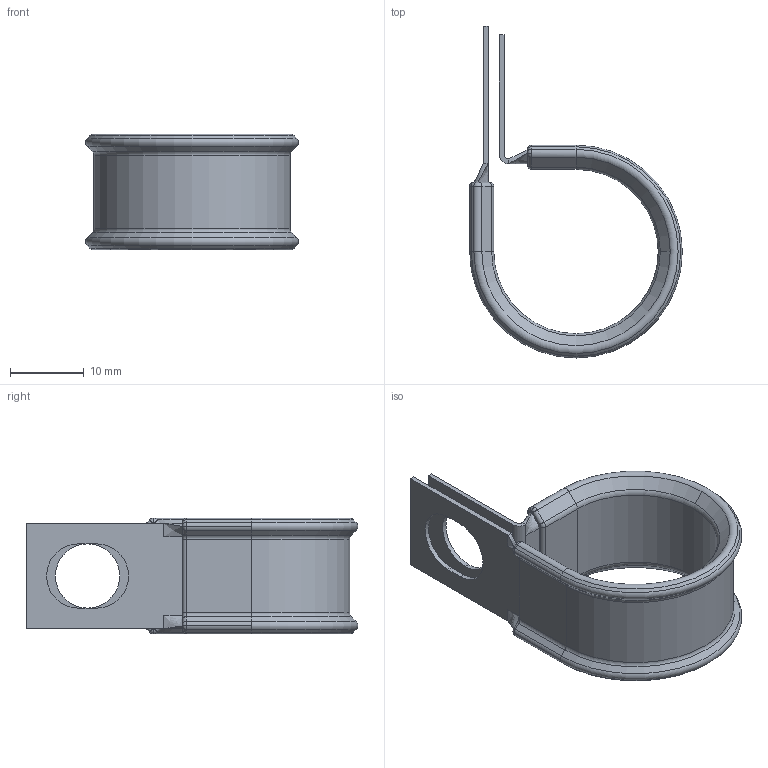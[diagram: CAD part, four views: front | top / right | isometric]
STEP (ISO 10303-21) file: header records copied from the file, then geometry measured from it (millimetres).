
FILE_DESCRIPTION (( 'STEP AP214' ), '1' );
FILE_NAME ('CFV1511Z1.step', '2018-10-31T16:38:59', ( 'User' ), ( 'Microsoft' ), 'SwSTEP 2.0', 'SolidWorks 2018', '' );
FILE_SCHEMA (( 'AUTOMOTIVE_DESIGN' ));
Length unit declared in the file: inch
Products named in the file (1): CFV1511Z1
Bounding box: 28.82 x 44.97 x 15.65 mm (x, y, z)
Volume: 2818 mm3; surface area: 3688.8 mm2
Topology: 1 solids, 1 shells, 126 faces, 309 edges, 187 vertices
Faces by surface type: cylinder 43, plane 33, torus 28, bspline 13, cone 9
Entity records: 5615 total; most frequent: CARTESIAN_POINT 1377, DIRECTION 662, ORIENTED_EDGE 618, EDGE_CURVE 309, AXIS2_PLACEMENT_3D 252, VERTEX_POINT 187, LINE 158, VECTOR 158
